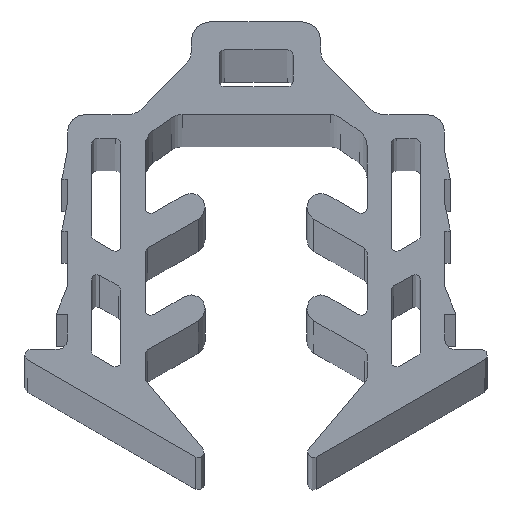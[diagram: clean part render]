
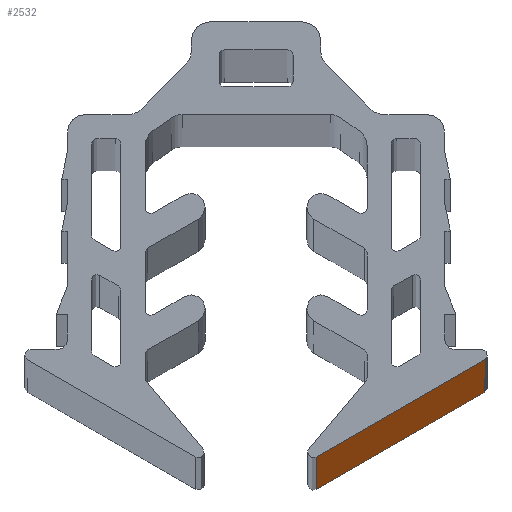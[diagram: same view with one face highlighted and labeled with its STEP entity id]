
A CAD part, top view. The second image highlights one B-rep face of the part: STEP entity #2532.
In plain terms, the highlighted planar face has unit normal (0.5, -0.866, 0).
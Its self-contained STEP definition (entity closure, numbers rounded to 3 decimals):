
#363 = PLANE ( 'NONE',  #1059 ) ;
#432 = CARTESIAN_POINT ( 'NONE',  ( 12.35, -21.06, 1000. ) ) ;
#629 = CARTESIAN_POINT ( 'NONE',  ( 12.35, -21.06, 1000. ) ) ;
#647 = VECTOR ( 'NONE', #3576, 1000. ) ;
#802 = DIRECTION ( 'NONE',  ( 0., 0., -1. ) ) ;
#1044 = DIRECTION ( 'NONE',  ( -0.5, 0.866, 0. ) ) ;
#1059 = AXIS2_PLACEMENT_3D ( 'NONE', #2713, #1044, #2051 ) ;
#1143 = ORIENTED_EDGE ( 'NONE', *, *, #1641, .T. ) ;
#1202 = VERTEX_POINT ( 'NONE', #1294 ) ;
#1294 = CARTESIAN_POINT ( 'NONE',  ( 3.25, -26.314, 0. ) ) ;
#1603 = CARTESIAN_POINT ( 'NONE',  ( 3.25, -26.314, 0. ) ) ;
#1641 = EDGE_CURVE ( 'NONE', #2375, #1202, #3351, .T. ) ;
#1679 = FACE_OUTER_BOUND ( 'NONE', #4162, .T. ) ;
#2004 = VERTEX_POINT ( 'NONE', #629 ) ;
#2051 = DIRECTION ( 'NONE',  ( -0.866, -0.5, 0. ) ) ;
#2213 = LINE ( 'NONE', #3271, #647 ) ;
#2285 = EDGE_CURVE ( 'NONE', #2004, #3257, #3826, .T. ) ;
#2375 = VERTEX_POINT ( 'NONE', #2910 ) ;
#2532 = ADVANCED_FACE ( 'NONE', ( #1679 ), #363, .F. ) ;
#2713 = CARTESIAN_POINT ( 'NONE',  ( 3.25, -26.314, 1000. ) ) ;
#2738 = ORIENTED_EDGE ( 'NONE', *, *, #4107, .T. ) ;
#2910 = CARTESIAN_POINT ( 'NONE',  ( 3.25, -26.314, 1000. ) ) ;
#3010 = LINE ( 'NONE', #1603, #3603 ) ;
#3100 = VECTOR ( 'NONE', #802, 1000. ) ;
#3257 = VERTEX_POINT ( 'NONE', #3767 ) ;
#3271 = CARTESIAN_POINT ( 'NONE',  ( 3.25, -26.314, 1000. ) ) ;
#3303 = DIRECTION ( 'NONE',  ( 0., 0., -1. ) ) ;
#3351 = LINE ( 'NONE', #4355, #4343 ) ;
#3576 = DIRECTION ( 'NONE',  ( 0.866, 0.5, 0. ) ) ;
#3595 = ORIENTED_EDGE ( 'NONE', *, *, #4360, .F. ) ;
#3603 = VECTOR ( 'NONE', #4356, 1000. ) ;
#3767 = CARTESIAN_POINT ( 'NONE',  ( 12.35, -21.06, 0. ) ) ;
#3826 = LINE ( 'NONE', #432, #3100 ) ;
#4044 = ORIENTED_EDGE ( 'NONE', *, *, #2285, .F. ) ;
#4107 = EDGE_CURVE ( 'NONE', #1202, #3257, #3010, .T. ) ;
#4162 = EDGE_LOOP ( 'NONE', ( #2738, #4044, #3595, #1143 ) ) ;
#4343 = VECTOR ( 'NONE', #3303, 1000. ) ;
#4355 = CARTESIAN_POINT ( 'NONE',  ( 3.25, -26.314, 1000. ) ) ;
#4356 = DIRECTION ( 'NONE',  ( 0.866, 0.5, 0. ) ) ;
#4360 = EDGE_CURVE ( 'NONE', #2375, #2004, #2213, .T. ) ;
